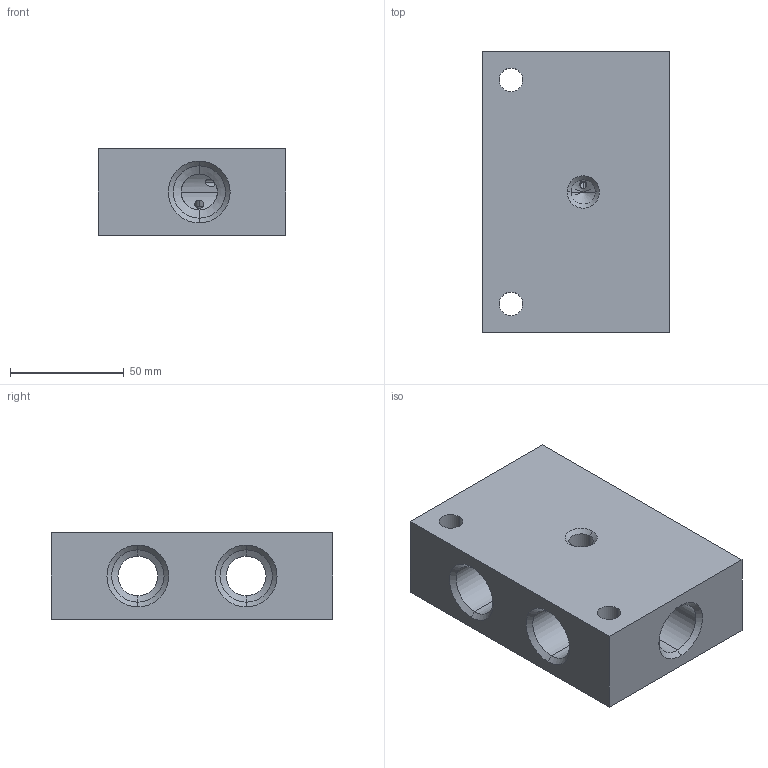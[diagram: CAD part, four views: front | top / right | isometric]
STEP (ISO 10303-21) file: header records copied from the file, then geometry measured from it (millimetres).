
FILE_DESCRIPTION((''),'2;1');
FILE_NAME('YHD_ASM','2024-09-23T',('ProEService'),(''),'PRO/ENGINEER BY PARAMETRIC TECHNOLOGY CORPORATION, 2014200','PRO/ENGINEER BY PARAMETRIC TECHNOLOGY CORPORATION, 2014200','');
FILE_SCHEMA(('CONFIG_CONTROL_DESIGN'));
Length unit declared in the file: inch
Products named in the file (3): 150-033-003; CSZNXXN; YHD_ASM
Assembly tree (2 placements, depth 2):
  YHD_ASM
    150-033-003
    CSZNXXN
Bounding box: 82.55 x 123.83 x 38.1 mm (x, y, z)
Volume: 282585 mm3; surface area: 53241.3 mm2
Topology: 1 solids, 1 shells, 94 faces, 430 edges, 428 vertices
Faces by surface type: cylinder 46, cone 38, plane 10
Entity records: 4915 total; most frequent: CARTESIAN_POINT 1513, DIRECTION 712, ORIENTED_EDGE 458, VECTOR 298, LINE 298, EDGE_CURVE 229, AXIS2_PLACEMENT_3D 207, TRIMMED_CURVE 199
